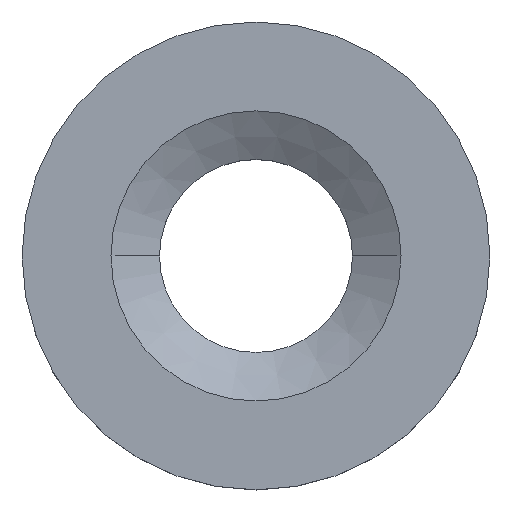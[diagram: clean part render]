
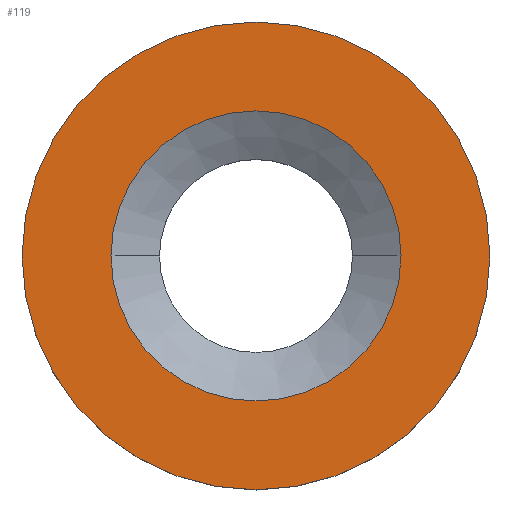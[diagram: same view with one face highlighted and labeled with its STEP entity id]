
A CAD part, top view. The second image highlights one B-rep face of the part: STEP entity #119.
In plain terms, the highlighted planar face has unit normal (0, 0, 1).
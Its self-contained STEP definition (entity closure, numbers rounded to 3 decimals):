
#63=EDGE_CURVE('',#97,#117,#149,.T.);
#79=EDGE_CURVE('',#117,#97,#166,.T.);
#89=EDGE_CURVE('',#93,#115,#179,.T.);
#93=VERTEX_POINT('',#183);
#97=VERTEX_POINT('',#187);
#107=EDGE_CURVE('',#115,#93,#199,.T.);
#115=VERTEX_POINT('',#208);
#117=VERTEX_POINT('',#210);
#119=ADVANCED_FACE('',(#212,#213),#214,.T.);
#149=CIRCLE('',#237,20.);
#166=CIRCLE('',#260,20.);
#179=CIRCLE('',#274,12.4);
#183=CARTESIAN_POINT('',(-12.4,0.,6.));
#187=CARTESIAN_POINT('',(-20.,0.,6.));
#199=CIRCLE('',#301,12.4);
#208=CARTESIAN_POINT('',(12.4,0.,6.));
#210=CARTESIAN_POINT('',(20.,0.,6.));
#212=FACE_OUTER_BOUND('',#315,.T.);
#213=FACE_BOUND('',#316,.T.);
#214=PLANE('',#317);
#237=AXIS2_PLACEMENT_3D('',#335,#336,#337);
#260=AXIS2_PLACEMENT_3D('',#355,#356,#357);
#274=AXIS2_PLACEMENT_3D('',#382,#383,#384);
#301=AXIS2_PLACEMENT_3D('',#401,#402,#403);
#315=EDGE_LOOP('',(#416,#417));
#316=EDGE_LOOP('',(#418,#419));
#317=AXIS2_PLACEMENT_3D('',#420,#421,#422);
#335=CARTESIAN_POINT('',(0.0,0.,6.));
#336=DIRECTION('',(-0.0,0.0,-1.0));
#337=DIRECTION('',(-1.0,0.,0.0));
#355=CARTESIAN_POINT('',(0.0,0.,6.));
#356=DIRECTION('',(-0.0,0.0,-1.0));
#357=DIRECTION('',(-1.0,0.,0.0));
#382=CARTESIAN_POINT('',(0.0,0.,6.));
#383=DIRECTION('',(-0.0,0.0,-1.0));
#384=DIRECTION('',(-1.0,0.,0.0));
#401=CARTESIAN_POINT('',(0.0,0.,6.));
#402=DIRECTION('',(-0.0,0.0,-1.0));
#403=DIRECTION('',(-1.0,0.,0.0));
#416=ORIENTED_EDGE('',*,*,#63,.F.);
#417=ORIENTED_EDGE('',*,*,#79,.F.);
#418=ORIENTED_EDGE('',*,*,#89,.T.);
#419=ORIENTED_EDGE('',*,*,#107,.T.);
#420=CARTESIAN_POINT('',(-16.2,0.,6.));
#421=DIRECTION('',(0.0,0.0,1.0));
#422=DIRECTION('',(-1.0,0.,0.0));
